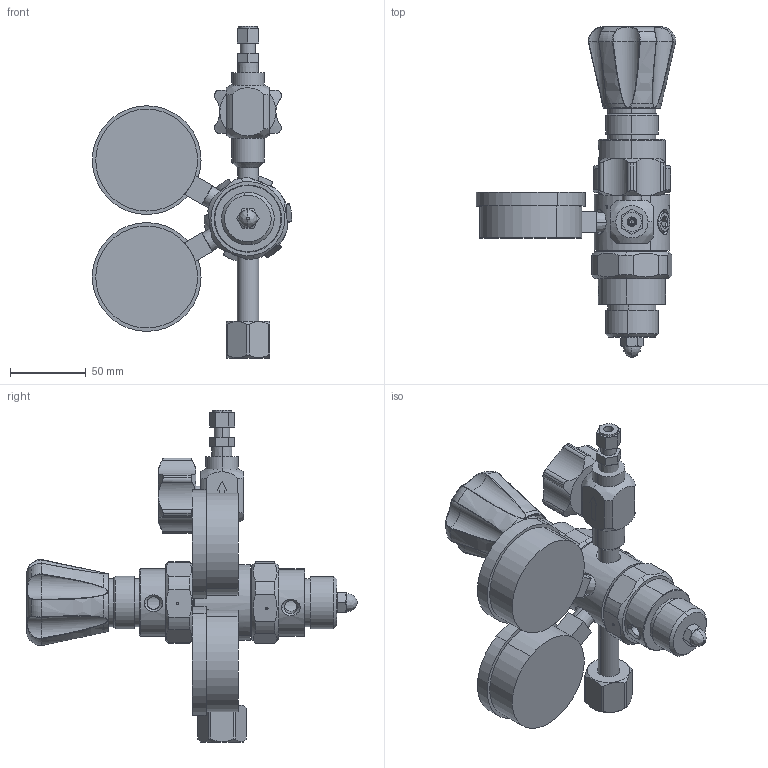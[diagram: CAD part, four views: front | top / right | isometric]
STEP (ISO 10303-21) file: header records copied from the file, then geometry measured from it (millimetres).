
FILE_DESCRIPTION((''),'2;1');
FILE_NAME('M3122A-350_ASM','2019-03-01T',('dlachman'),('MATHESON TRI-GAS'),'CREO PARAMETRIC BY PTC INC, 2018220','CREO PARAMETRIC BY PTC INC, 2018220','');
FILE_SCHEMA(('CONFIG_CONTROL_DESIGN'));
Length unit declared in the file: inch
Products named in the file (7): MREG-6053-BA; MGAG-0036-BA; MGAG-0098-BA; MCNN-0262-BA; MVLV-0820-BA; MCON-0213-BO; M3122A-350_ASM
Assembly tree (6 placements, depth 2):
  M3122A-350_ASM
    MREG-6053-BA
    MGAG-0036-BA
    MGAG-0098-BA
    MCNN-0262-BA
    MVLV-0820-BA
    MCON-0213-BO
Bounding box: 131.76 x 218.48 x 219.33 mm (x, y, z)
Volume: 563688.5 mm3; surface area: 132059.7 mm2
Topology: 7 solids, 8 shells, 1192 faces, 3064 edges, 1946 vertices
Faces by surface type: plane 474, cylinder 282, cone 179, bspline 108, torus 78, extrusion 70, sphere 1
Entity records: 50849 total; most frequent: CARTESIAN_POINT 22935, ORIENTED_EDGE 6060, DIRECTION 5263, EDGE_CURVE 3030, VERTEX_POINT 1946, AXIS2_PLACEMENT_3D 1894, VECTOR 1475, LINE 1405
